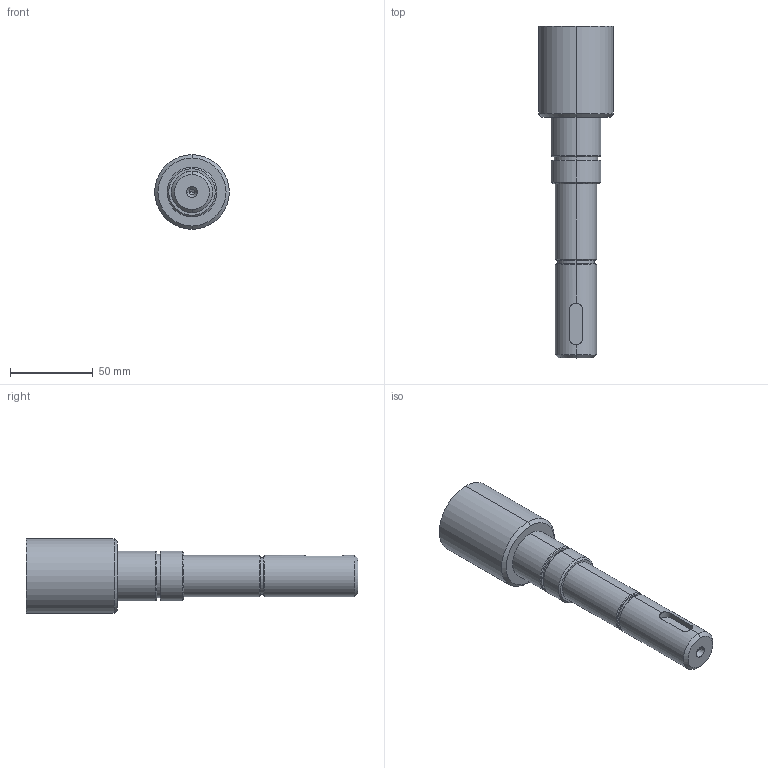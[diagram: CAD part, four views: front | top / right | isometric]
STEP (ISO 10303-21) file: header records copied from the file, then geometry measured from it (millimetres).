
FILE_DESCRIPTION (( 'STEP AP214' ), '1' );
FILE_NAME ('Piesa2.STEP', '2024-03-18T12:05:06', ( '' ), ( '' ), 'SwSTEP 2.0', 'SolidWorks 2022', '' );
FILE_SCHEMA (( 'AUTOMOTIVE_DESIGN' ));
Length unit declared in the file: millimetre
Products named in the file (1): Piesa2
Bounding box: 45 x 200 x 45 mm (x, y, z)
Volume: 144951.6 mm3; surface area: 27035.2 mm2
Topology: 1 solids, 1 shells, 55 faces, 117 edges, 70 vertices
Faces by surface type: cylinder 22, cone 20, plane 13
Entity records: 1608 total; most frequent: CARTESIAN_POINT 307, DIRECTION 281, ORIENTED_EDGE 226, AXIS2_PLACEMENT_3D 116, EDGE_CURVE 113, VERTEX_POINT 70, EDGE_LOOP 65, CIRCLE 60
